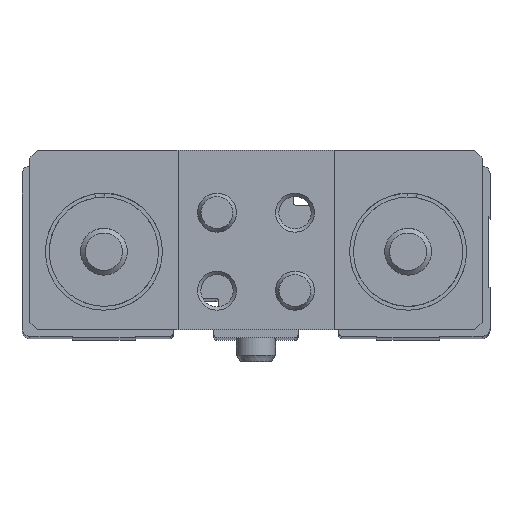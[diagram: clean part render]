
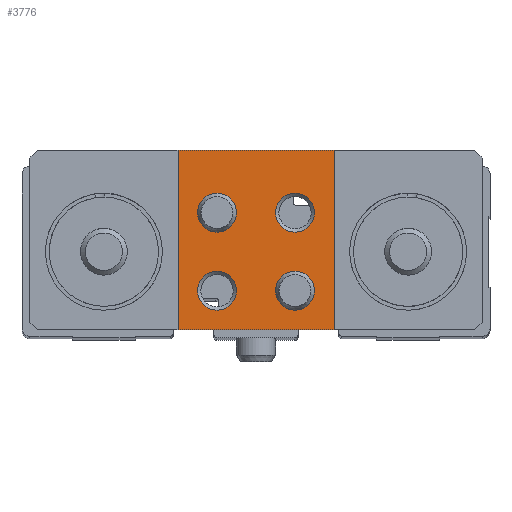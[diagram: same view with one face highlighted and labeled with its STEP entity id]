
A CAD part, top view. The second image highlights one B-rep face of the part: STEP entity #3776.
In plain terms, the highlighted planar face has unit normal (0, 0, 1).
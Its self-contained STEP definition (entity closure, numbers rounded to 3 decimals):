
#179=PLANE('',#4217);
#369=CIRCLE('',#4218,2.5);
#370=CIRCLE('',#4219,2.5);
#371=CIRCLE('',#4220,2.5);
#372=CIRCLE('',#4221,2.5);
#1139=ORIENTED_EDGE('',*,*,#1808,.T.);
#1140=ORIENTED_EDGE('',*,*,#1809,.T.);
#1141=ORIENTED_EDGE('',*,*,#1810,.T.);
#1142=ORIENTED_EDGE('',*,*,#1811,.T.);
#1143=ORIENTED_EDGE('',*,*,#1799,.T.);
#1144=ORIENTED_EDGE('',*,*,#1812,.T.);
#1145=ORIENTED_EDGE('',*,*,#1791,.T.);
#1146=ORIENTED_EDGE('',*,*,#1813,.T.);
#1791=EDGE_CURVE('',#2194,#2201,#2505,.T.);
#1799=EDGE_CURVE('',#2210,#2209,#2513,.T.);
#1808=EDGE_CURVE('',#2218,#2218,#369,.T.);
#1809=EDGE_CURVE('',#2219,#2219,#370,.T.);
#1810=EDGE_CURVE('',#2220,#2220,#371,.T.);
#1811=EDGE_CURVE('',#2221,#2221,#372,.T.);
#1812=EDGE_CURVE('',#2209,#2194,#2522,.T.);
#1813=EDGE_CURVE('',#2201,#2210,#2523,.T.);
#2194=VERTEX_POINT('',#6316);
#2201=VERTEX_POINT('',#6329);
#2209=VERTEX_POINT('',#6347);
#2210=VERTEX_POINT('',#6349);
#2218=VERTEX_POINT('',#6368);
#2219=VERTEX_POINT('',#6370);
#2220=VERTEX_POINT('',#6372);
#2221=VERTEX_POINT('',#6374);
#2505=LINE('',#6330,#2767);
#2513=LINE('',#6348,#2775);
#2522=LINE('',#6375,#2784);
#2523=LINE('',#6376,#2785);
#2767=VECTOR('',#5151,1000.);
#2775=VECTOR('',#5163,1000.);
#2784=VECTOR('',#5184,1000.);
#2785=VECTOR('',#5185,1000.);
#3042=EDGE_LOOP('',(#1139));
#3043=EDGE_LOOP('',(#1140));
#3044=EDGE_LOOP('',(#1141));
#3045=EDGE_LOOP('',(#1142));
#3046=EDGE_LOOP('',(#1143,#1144,#1145,#1146));
#3405=FACE_BOUND('',#3042,.T.);
#3406=FACE_BOUND('',#3043,.T.);
#3407=FACE_BOUND('',#3044,.T.);
#3408=FACE_BOUND('',#3045,.T.);
#3409=FACE_BOUND('',#3046,.T.);
#3776=ADVANCED_FACE('',(#3405,#3406,#3407,#3408,#3409),#179,.T.);
#4217=AXIS2_PLACEMENT_3D('',#6366,#5174,#5175);
#4218=AXIS2_PLACEMENT_3D('',#6367,#5176,#5177);
#4219=AXIS2_PLACEMENT_3D('',#6369,#5178,#5179);
#4220=AXIS2_PLACEMENT_3D('',#6371,#5180,#5181);
#4221=AXIS2_PLACEMENT_3D('',#6373,#5182,#5183);
#5151=DIRECTION('',(-1.,0.,0.));
#5163=DIRECTION('',(1.,0.,0.));
#5174=DIRECTION('',(0.,0.,1.));
#5175=DIRECTION('',(1.,0.,0.));
#5176=DIRECTION('',(0.,0.,-1.));
#5177=DIRECTION('',(-1.,0.,0.));
#5178=DIRECTION('',(0.,0.,-1.));
#5179=DIRECTION('',(-1.,0.,0.));
#5180=DIRECTION('',(0.,0.,-1.));
#5181=DIRECTION('',(-1.,0.,0.));
#5182=DIRECTION('',(0.,0.,-1.));
#5183=DIRECTION('',(-1.,0.,0.));
#5184=DIRECTION('',(0.,1.,0.));
#5185=DIRECTION('',(0.,-1.,0.));
#6316=CARTESIAN_POINT('',(10.,13.,19.));
#6329=CARTESIAN_POINT('',(-10.,13.,19.));
#6330=CARTESIAN_POINT('',(29.,13.,19.));
#6347=CARTESIAN_POINT('',(10.,-10.,19.));
#6348=CARTESIAN_POINT('',(-29.,-10.,19.));
#6349=CARTESIAN_POINT('',(-10.,-10.,19.));
#6366=CARTESIAN_POINT('',(0.,0.,19.));
#6367=CARTESIAN_POINT('',(-5.,-5.,19.));
#6368=CARTESIAN_POINT('',(-7.5,-5.,19.));
#6369=CARTESIAN_POINT('',(-5.,5.,19.));
#6370=CARTESIAN_POINT('',(-7.5,5.,19.));
#6371=CARTESIAN_POINT('',(5.,-5.,19.));
#6372=CARTESIAN_POINT('',(2.5,-5.,19.));
#6373=CARTESIAN_POINT('',(5.,5.,19.));
#6374=CARTESIAN_POINT('',(2.5,5.,19.));
#6375=CARTESIAN_POINT('',(10.,0.,19.));
#6376=CARTESIAN_POINT('',(-10.,0.,19.));
